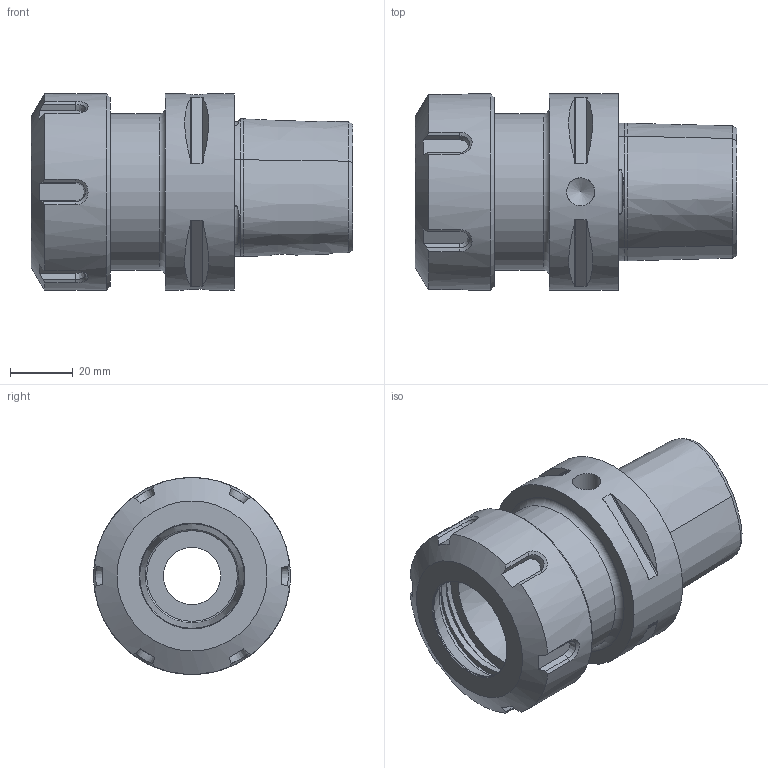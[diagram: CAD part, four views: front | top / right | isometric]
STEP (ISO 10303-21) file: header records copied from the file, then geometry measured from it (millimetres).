
FILE_DESCRIPTION(/* description */ (''),/* implementation_level */ '2;1');
FILE_NAME(/* name */ '06_26_20.stp',/* time_stamp */ '2022-05-25T13:57:22+02:00',/* author */ ('cad'),/* organization */ (''),/* preprocessor_version */ 'ST-DEVELOPER v18.1',/* originating_system */ 'Autodesk Inventor 2021',/* authorisation */ '');
FILE_SCHEMA (('AUTOMOTIVE_DESIGN { 1 0 10303 214 3 1 1 }'));
Length unit declared in the file: inch
Products named in the file (1): 06_26_20_Shrinkwrap_1
Bounding box: 103 x 63 x 63 mm (x, y, z)
Volume: 145896.7 mm3; surface area: 37429.8 mm2
Topology: 1 solids, 1 shells, 149 faces, 399 edges, 265 vertices
Faces by surface type: plane 56, cone 30, bspline 30, cylinder 29, torus 4
Full cylindrical faces by diameter (mm): 5 x1, 8.1 x2, 9 x1, 10 x1, 18.376 x1, 20.3 x1, 28 x2, 30 x1, 32 x1, 33.5 x1, 40.75 x1, 48.376 x1, 50 x1, 51 x1, 63 x2
Entity records: 6338 total; most frequent: CARTESIAN_POINT 2682, ORIENTED_EDGE 792, DIRECTION 623, EDGE_CURVE 396, VERTEX_POINT 265, AXIS2_PLACEMENT_3D 262, EDGE_LOOP 169, STYLED_ITEM 150
